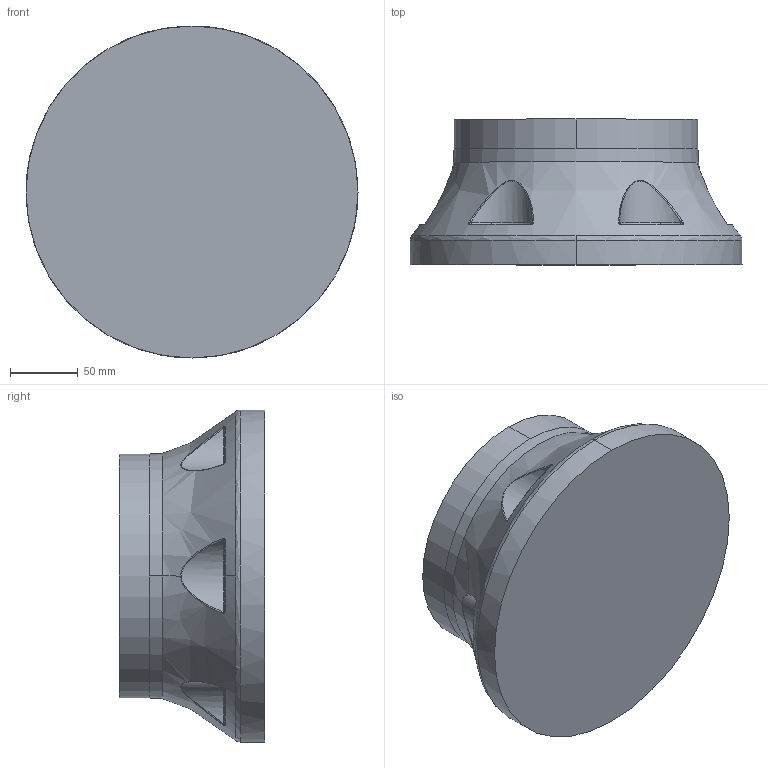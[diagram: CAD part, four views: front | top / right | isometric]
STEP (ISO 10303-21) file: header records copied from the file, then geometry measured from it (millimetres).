
FILE_DESCRIPTION (( 'STEP AP203' ), '1' );
FILE_NAME ('C-2003903_Default_sldprt.STEP', '2024-11-22T00:35:57', ( '' ), ( '' ), 'SwSTEP 2.0', 'SolidWorks 2019', '' );
FILE_SCHEMA (( 'CONFIG_CONTROL_DESIGN' ));
Length unit declared in the file: millimetre
Products named in the file (1): C-2003903_Default_sldprt
Bounding box: 245 x 107.4 x 245 mm (x, y, z)
Volume: 3572070.7 mm3; surface area: 155969.5 mm2
Topology: 1 solids, 1 shells, 167 faces, 370 edges, 216 vertices
Faces by surface type: cylinder 48, bspline 46, plane 33, cone 26, torus 14
Entity records: 11611 total; most frequent: CARTESIAN_POINT 8132, ORIENTED_EDGE 740, DIRECTION 668, EDGE_CURVE 370, AXIS2_PLACEMENT_3D 288, VERTEX_POINT 216, EDGE_LOOP 178, ADVANCED_FACE 167
